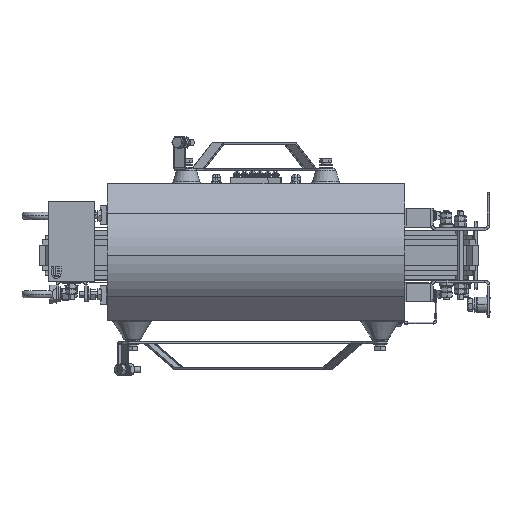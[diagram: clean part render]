
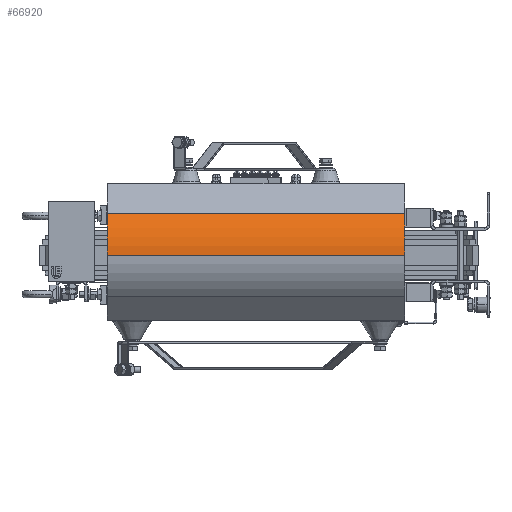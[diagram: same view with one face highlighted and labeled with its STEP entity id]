
A CAD part, left-side view. The second image highlights one B-rep face of the part: STEP entity #66920.
In plain terms, the highlighted cylindrical face has radius 100 mm (diameter 200 mm), a partial arc.
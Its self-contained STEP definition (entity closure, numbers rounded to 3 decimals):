
#5128 = FACE_OUTER_BOUND ( 'NONE', #119149, .T. ) ;
#5151 = CYLINDRICAL_SURFACE ( 'NONE', #18532, 100. ) ;
#11504 = LINE ( 'NONE', #13441, #11557 ) ;
#11557 = VECTOR ( 'NONE', #13414, 1000. ) ;
#13414 = DIRECTION ( 'NONE',  ( 0., 1., 0. ) ) ;
#13441 = CARTESIAN_POINT ( 'NONE',  ( -322., -235.5, 0. ) ) ;
#17566 = CARTESIAN_POINT ( 'NONE',  ( -322., -235.5, 0. ) ) ;
#17627 = CARTESIAN_POINT ( 'NONE',  ( -322., 244.5, 0. ) ) ;
#18013 = CARTESIAN_POINT ( 'NONE',  ( -295.529, -235.5, 67.775 ) ) ;
#18030 = CARTESIAN_POINT ( 'NONE',  ( -295.529, 244.5, 67.775 ) ) ;
#18532 = AXIS2_PLACEMENT_3D ( 'NONE', #99502, #99462, #99487 ) ;
#26942 = EDGE_CURVE ( 'NONE', #139045, #138894, #28786, .T. ) ;
#26972 = EDGE_CURVE ( 'NONE', #139025, #139045, #28800, .T. ) ;
#26982 = EDGE_CURVE ( 'NONE', #139025, #138911, #28931, .T. ) ;
#28753 = VECTOR ( 'NONE', #37466, 1000. ) ;
#28786 = CIRCLE ( 'NONE', #52192, 100. ) ;
#28800 = LINE ( 'NONE', #37373, #28753 ) ;
#28931 = CIRCLE ( 'NONE', #52159, 100. ) ;
#30680 = ORIENTED_EDGE ( 'NONE', *, *, #26942, .T. ) ;
#30767 = ORIENTED_EDGE ( 'NONE', *, *, #26982, .F. ) ;
#30782 = ORIENTED_EDGE ( 'NONE', *, *, #26972, .T. ) ;
#30811 = ORIENTED_EDGE ( 'NONE', *, *, #117045, .F. ) ;
#37071 = DIRECTION ( 'NONE',  ( 0., -1., 0. ) ) ;
#37145 = CARTESIAN_POINT ( 'NONE',  ( -222., 244.5, 0. ) ) ;
#37185 = DIRECTION ( 'NONE',  ( 1., 0., 0. ) ) ;
#37373 = CARTESIAN_POINT ( 'NONE',  ( -295.529, -235.5, 67.775 ) ) ;
#37418 = CARTESIAN_POINT ( 'NONE',  ( -222., -235.5, 0. ) ) ;
#37433 = DIRECTION ( 'NONE',  ( 0., -1., 0. ) ) ;
#37466 = DIRECTION ( 'NONE',  ( 0., 1., 0. ) ) ;
#37509 = DIRECTION ( 'NONE',  ( 1., 0., 0. ) ) ;
#52159 = AXIS2_PLACEMENT_3D ( 'NONE', #37418, #37433, #37509 ) ;
#52192 = AXIS2_PLACEMENT_3D ( 'NONE', #37145, #37071, #37185 ) ;
#66920 = ADVANCED_FACE ( 'NONE', ( #5128 ), #5151, .T. ) ;
#99462 = DIRECTION ( 'NONE',  ( 0., 1., 0. ) ) ;
#99487 = DIRECTION ( 'NONE',  ( -1., 0., 0. ) ) ;
#99502 = CARTESIAN_POINT ( 'NONE',  ( -222., -235.5, 0. ) ) ;
#117045 = EDGE_CURVE ( 'NONE', #138911, #138894, #11504, .T. ) ;
#119149 = EDGE_LOOP ( 'NONE', ( #30811, #30767, #30782, #30680 ) ) ;
#138894 = VERTEX_POINT ( 'NONE', #17627 ) ;
#138911 = VERTEX_POINT ( 'NONE', #17566 ) ;
#139025 = VERTEX_POINT ( 'NONE', #18013 ) ;
#139045 = VERTEX_POINT ( 'NONE', #18030 ) ;
